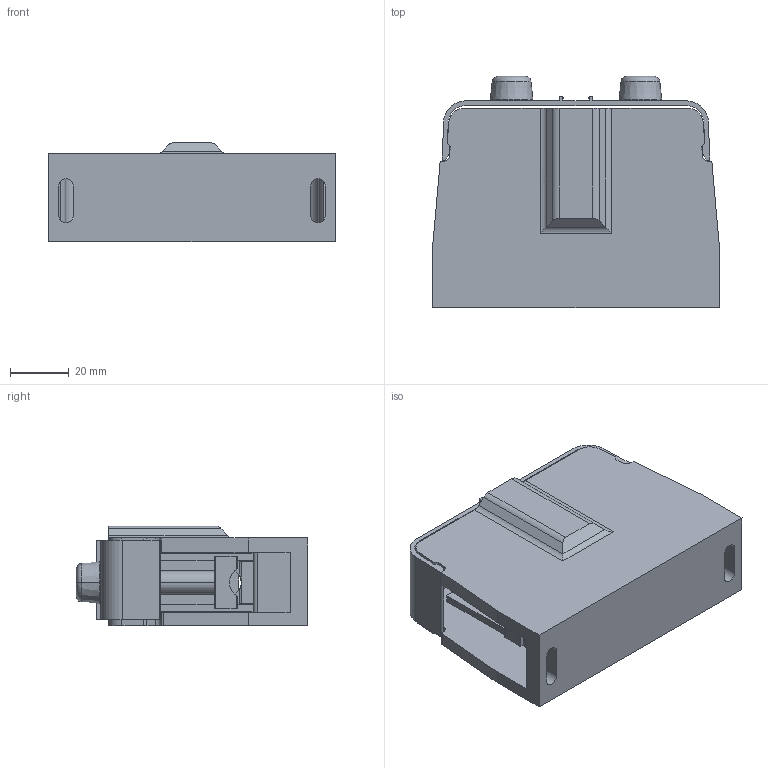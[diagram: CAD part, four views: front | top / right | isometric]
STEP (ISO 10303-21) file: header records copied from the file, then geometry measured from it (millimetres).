
FILE_DESCRIPTION((''),'2;1');
FILE_NAME('UJFX2-705446','2024-01-24T',('dell'),(''),'PRO/ENGINEER BY PARAMETRIC TECHNOLOGY CORPORATION, 2013230','PRO/ENGINEER BY PARAMETRIC TECHNOLOGY CORPORATION, 2013230','');
FILE_SCHEMA(('AUTOMOTIVE_DESIGN { 1 0 10303 214 1 1 1 1 }'));
Length unit declared in the file: millimetre
Products named in the file (1): UJFX2-705446
Bounding box: 98 x 79 x 34 mm (x, y, z)
Volume: 131849.5 mm3; surface area: 56761.5 mm2
Topology: 2 solids, 2 shells, 545 faces, 1645 edges, 1074 vertices
Faces by surface type: plane 320, cylinder 195, torus 16, cone 14
Entity records: 19277 total; most frequent: CARTESIAN_POINT 4598, ORIENTED_EDGE 3290, DIRECTION 2775, EDGE_CURVE 1645, VECTOR 1149, LINE 1149, VERTEX_POINT 1074, AXIS2_PLACEMENT_3D 813
